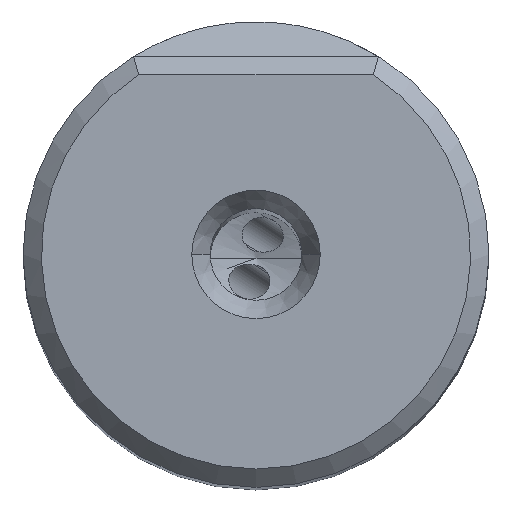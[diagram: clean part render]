
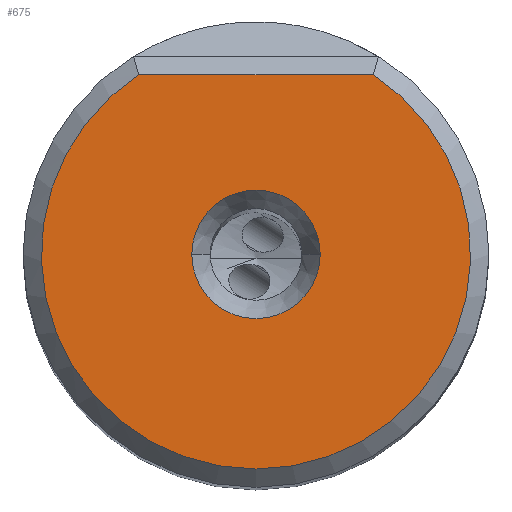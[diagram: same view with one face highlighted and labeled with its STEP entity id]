
A CAD part, top view. The second image highlights one B-rep face of the part: STEP entity #675.
In plain terms, the highlighted planar face has unit normal (0, 0, 1).
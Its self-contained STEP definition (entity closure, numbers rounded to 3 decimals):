
#55=FACE_BOUND('',#1292,.T.);
#56=FACE_BOUND('',#1293,.T.);
#254=CIRCLE('',#5662,11.7);
#255=CIRCLE('',#5663,11.7);
#256=CIRCLE('',#5665,3.5);
#257=CIRCLE('',#5666,3.5);
#675=ADVANCED_FACE('',(#55,#56),#879,.T.);
#879=PLANE('',#5667);
#1292=EDGE_LOOP('',(#2434,#2435));
#1293=EDGE_LOOP('',(#2436,#2437,#2438));
#2434=ORIENTED_EDGE('',*,*,#4508,.T.);
#2435=ORIENTED_EDGE('',*,*,#4509,.T.);
#2436=ORIENTED_EDGE('',*,*,#4506,.T.);
#2437=ORIENTED_EDGE('',*,*,#4504,.F.);
#2438=ORIENTED_EDGE('',*,*,#4507,.T.);
#3816=VERTEX_POINT('',#9524);
#3817=VERTEX_POINT('',#9526);
#3818=VERTEX_POINT('',#9535);
#3819=VERTEX_POINT('',#9539);
#3820=VERTEX_POINT('',#9540);
#4504=EDGE_CURVE('',#3816,#3817,#5055,.T.);
#4506=EDGE_CURVE('',#3818,#3817,#254,.T.);
#4507=EDGE_CURVE('',#3816,#3818,#255,.T.);
#4508=EDGE_CURVE('',#3819,#3820,#256,.T.);
#4509=EDGE_CURVE('',#3820,#3819,#257,.T.);
#5055=LINE('',#9525,#5256);
#5256=VECTOR('',#6533,1.);
#5662=AXIS2_PLACEMENT_3D('',#9534,#6536,#6537);
#5663=AXIS2_PLACEMENT_3D('',#9536,#6538,#6539);
#5665=AXIS2_PLACEMENT_3D('',#9538,#6542,#6543);
#5666=AXIS2_PLACEMENT_3D('',#9541,#6544,#6545);
#5667=AXIS2_PLACEMENT_3D('',#9542,#6546,#6547);
#6533=DIRECTION('',(1.,0.,0.));
#6536=DIRECTION('',(0.,0.,1.));
#6537=DIRECTION('',(0.,-1.,0.));
#6538=DIRECTION('',(0.,0.,1.));
#6539=DIRECTION('',(-0.546,0.838,0.));
#6542=DIRECTION('',(0.,0.,-1.));
#6543=DIRECTION('',(-1.,0.,0.));
#6544=DIRECTION('',(0.,0.,-1.));
#6545=DIRECTION('',(1.,0.,0.));
#6546=DIRECTION('',(0.,0.,1.));
#6547=DIRECTION('',(-1.,0.,0.));
#9524=CARTESIAN_POINT('',(-6.391,9.8,43.656));
#9525=CARTESIAN_POINT('',(-6.391,9.8,43.656));
#9526=CARTESIAN_POINT('',(6.391,9.8,43.656));
#9534=CARTESIAN_POINT('',(0.,0.,43.656));
#9535=CARTESIAN_POINT('',(0.,-11.7,43.656));
#9536=CARTESIAN_POINT('',(0.,0.,43.656));
#9538=CARTESIAN_POINT('',(0.,0.,43.656));
#9539=CARTESIAN_POINT('',(-3.5,0.,43.656));
#9540=CARTESIAN_POINT('',(3.5,0.,43.656));
#9541=CARTESIAN_POINT('',(0.,0.,43.656));
#9542=CARTESIAN_POINT('',(0.,-0.95,43.656));
